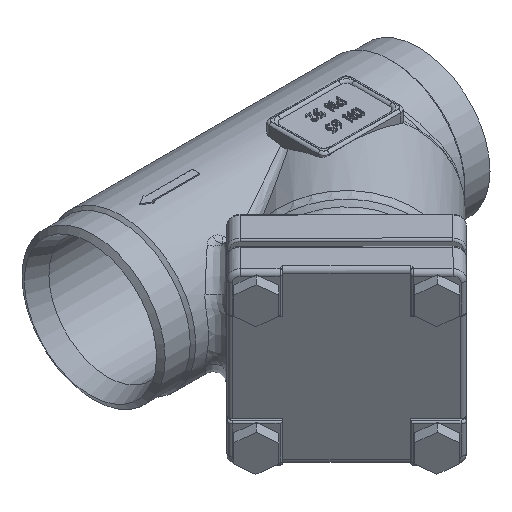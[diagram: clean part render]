
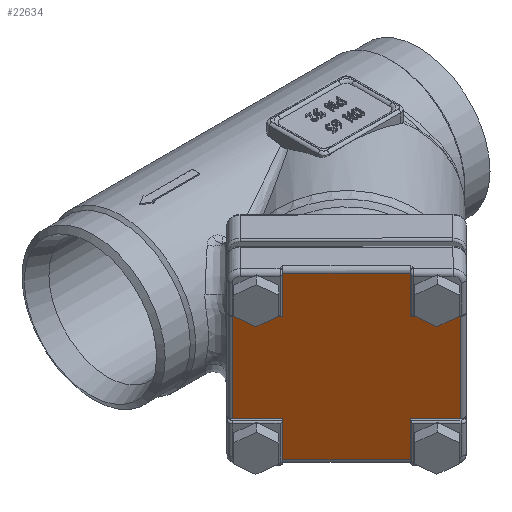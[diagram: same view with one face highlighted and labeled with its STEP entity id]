
A CAD part, isometric view. The second image highlights one B-rep face of the part: STEP entity #22634.
In plain terms, the highlighted face is planar.
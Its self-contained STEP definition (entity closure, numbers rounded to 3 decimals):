
#22531=CARTESIAN_POINT('',(0.,0.,16.));
#22532=DIRECTION('',(0.,0.,1.));
#22533=DIRECTION('',(-1.,0.,0.));
#22534=AXIS2_PLACEMENT_3D('',#22531,#22532,#22533);
#22535=PLANE('',#22534);
#22536=CARTESIAN_POINT('',(24.,-24.,16.));
#22537=VERTEX_POINT('',#22536);
#22538=CARTESIAN_POINT('',(43.,-24.,16.));
#22539=VERTEX_POINT('',#22538);
#22540=CARTESIAN_POINT('',(24.,-24.,16.));
#22541=DIRECTION('',(1.,0.,0.));
#22542=VECTOR('',#22541,19.);
#22543=LINE('',#22540,#22542);
#22544=EDGE_CURVE('',#22537,#22539,#22543,.T.);
#22545=ORIENTED_EDGE('',*,*,#22544,.T.);
#22546=CARTESIAN_POINT('',(43.,24.,16.));
#22547=VERTEX_POINT('',#22546);
#22548=CARTESIAN_POINT('',(43.,-24.,16.));
#22549=DIRECTION('',(0.,1.,0.));
#22550=VECTOR('',#22549,48.);
#22551=LINE('',#22548,#22550);
#22552=EDGE_CURVE('',#22539,#22547,#22551,.T.);
#22553=ORIENTED_EDGE('',*,*,#22552,.T.);
#22554=CARTESIAN_POINT('',(24.,24.,16.));
#22555=VERTEX_POINT('',#22554);
#22556=CARTESIAN_POINT('',(24.,24.,16.));
#22557=DIRECTION('',(1.,-0.,0.));
#22558=VECTOR('',#22557,19.);
#22559=LINE('',#22556,#22558);
#22560=EDGE_CURVE('',#22555,#22547,#22559,.T.);
#22561=ORIENTED_EDGE('',*,*,#22560,.F.);
#22562=CARTESIAN_POINT('',(24.,43.,16.));
#22563=VERTEX_POINT('',#22562);
#22564=CARTESIAN_POINT('',(24.,43.,16.));
#22565=DIRECTION('',(-0.,-1.,0.));
#22566=VECTOR('',#22565,19.);
#22567=LINE('',#22564,#22566);
#22568=EDGE_CURVE('',#22563,#22555,#22567,.T.);
#22569=ORIENTED_EDGE('',*,*,#22568,.F.);
#22570=CARTESIAN_POINT('',(-24.,43.,16.));
#22571=VERTEX_POINT('',#22570);
#22572=CARTESIAN_POINT('',(24.,43.,16.));
#22573=DIRECTION('',(-1.,0.,0.));
#22574=VECTOR('',#22573,48.);
#22575=LINE('',#22572,#22574);
#22576=EDGE_CURVE('',#22563,#22571,#22575,.T.);
#22577=ORIENTED_EDGE('',*,*,#22576,.T.);
#22578=CARTESIAN_POINT('',(-24.,24.,16.));
#22579=VERTEX_POINT('',#22578);
#22580=CARTESIAN_POINT('',(-24.,24.,16.));
#22581=DIRECTION('',(0.,1.,0.));
#22582=VECTOR('',#22581,19.);
#22583=LINE('',#22580,#22582);
#22584=EDGE_CURVE('',#22579,#22571,#22583,.T.);
#22585=ORIENTED_EDGE('',*,*,#22584,.F.);
#22586=CARTESIAN_POINT('',(-43.,24.,16.));
#22587=VERTEX_POINT('',#22586);
#22588=CARTESIAN_POINT('',(-43.,24.,16.));
#22589=DIRECTION('',(1.,-0.,0.));
#22590=VECTOR('',#22589,19.);
#22591=LINE('',#22588,#22590);
#22592=EDGE_CURVE('',#22587,#22579,#22591,.T.);
#22593=ORIENTED_EDGE('',*,*,#22592,.F.);
#22594=CARTESIAN_POINT('',(-43.,-24.,16.));
#22595=VERTEX_POINT('',#22594);
#22596=CARTESIAN_POINT('',(-43.,24.,16.));
#22597=DIRECTION('',(0.,-1.,0.));
#22598=VECTOR('',#22597,48.);
#22599=LINE('',#22596,#22598);
#22600=EDGE_CURVE('',#22587,#22595,#22599,.T.);
#22601=ORIENTED_EDGE('',*,*,#22600,.T.);
#22602=CARTESIAN_POINT('',(-24.,-24.,16.));
#22603=VERTEX_POINT('',#22602);
#22604=CARTESIAN_POINT('',(-24.,-24.,16.));
#22605=DIRECTION('',(-1.,0.,0.));
#22606=VECTOR('',#22605,19.);
#22607=LINE('',#22604,#22606);
#22608=EDGE_CURVE('',#22603,#22595,#22607,.T.);
#22609=ORIENTED_EDGE('',*,*,#22608,.F.);
#22610=CARTESIAN_POINT('',(-24.,-43.,16.));
#22611=VERTEX_POINT('',#22610);
#22612=CARTESIAN_POINT('',(-24.,-43.,16.));
#22613=DIRECTION('',(0.,1.,0.));
#22614=VECTOR('',#22613,19.);
#22615=LINE('',#22612,#22614);
#22616=EDGE_CURVE('',#22611,#22603,#22615,.T.);
#22617=ORIENTED_EDGE('',*,*,#22616,.F.);
#22618=CARTESIAN_POINT('',(24.,-43.,16.));
#22619=VERTEX_POINT('',#22618);
#22620=CARTESIAN_POINT('',(-24.,-43.,16.));
#22621=DIRECTION('',(1.,0.,-0.));
#22622=VECTOR('',#22621,48.);
#22623=LINE('',#22620,#22622);
#22624=EDGE_CURVE('',#22611,#22619,#22623,.T.);
#22625=ORIENTED_EDGE('',*,*,#22624,.T.);
#22626=CARTESIAN_POINT('',(24.,-43.,16.));
#22627=DIRECTION('',(0.,1.,0.));
#22628=VECTOR('',#22627,19.);
#22629=LINE('',#22626,#22628);
#22630=EDGE_CURVE('',#22619,#22537,#22629,.T.);
#22631=ORIENTED_EDGE('',*,*,#22630,.T.);
#22632=EDGE_LOOP('',(#22545,#22553,#22561,#22569,#22577,#22585,#22593,#22601,#22609,#22617,#22625,#22631));
#22633=FACE_BOUND('',#22632,.T.);
#22634=ADVANCED_FACE('',(#22633),#22535,.T.);
